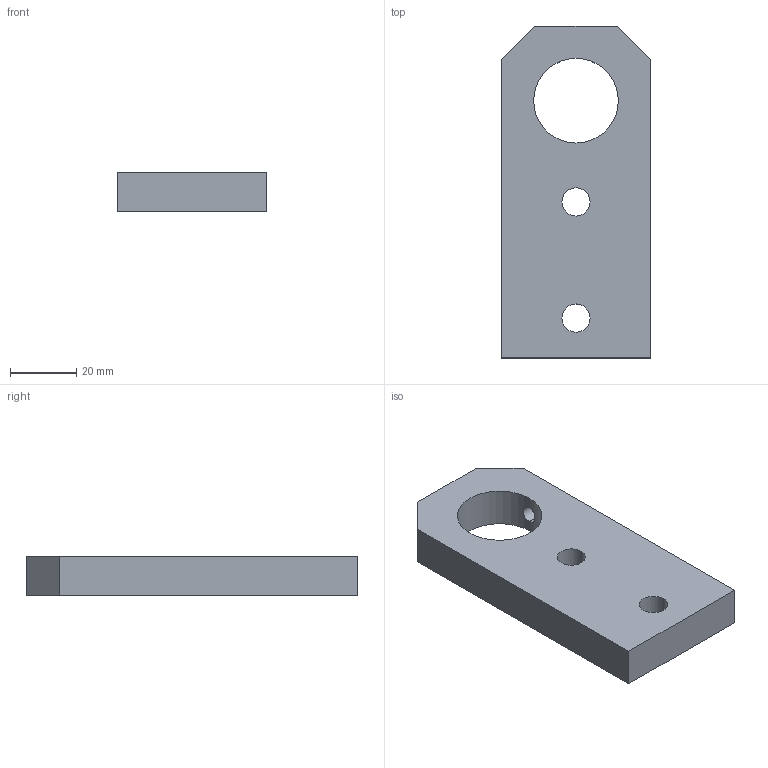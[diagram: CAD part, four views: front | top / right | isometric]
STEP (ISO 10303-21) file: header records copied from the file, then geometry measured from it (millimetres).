
FILE_DESCRIPTION (( 'STEP AP214' ), '1' );
FILE_NAME ('BR05-B01-01-A-bride guidon.STEP', '2023-09-15T10:27:05', ( 'T' ), ( 'F' ), 'SwSTEP 2.0', 'SolidWorks 2001340', '' );
FILE_SCHEMA (( 'AUTOMOTIVE_DESIGN' ));
Length unit declared in the file: millimetre
Products named in the file (1): BR05-B01-01-A-bride guidon
Bounding box: 45 x 100 x 12 mm (x, y, z)
Volume: 45117 mm3; surface area: 12609 mm2
Topology: 1 solids, 1 shells, 16 faces, 43 edges, 28 vertices
Faces by surface type: plane 8, cylinder 8
Entity records: 598 total; most frequent: CARTESIAN_POINT 146, DIRECTION 89, ORIENTED_EDGE 86, EDGE_CURVE 43, AXIS2_PLACEMENT_3D 31, VERTEX_POINT 28, LINE 27, VECTOR 27
